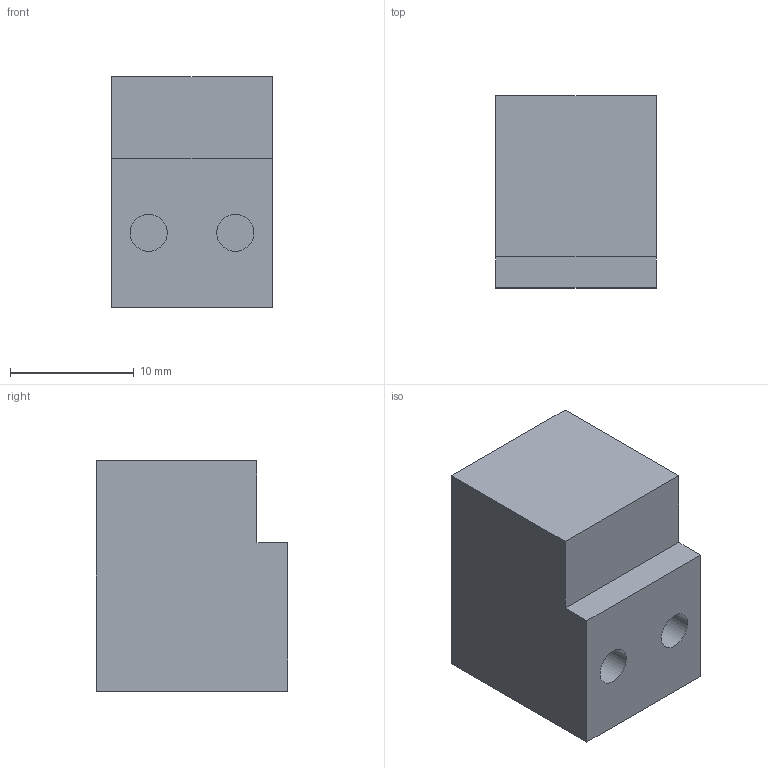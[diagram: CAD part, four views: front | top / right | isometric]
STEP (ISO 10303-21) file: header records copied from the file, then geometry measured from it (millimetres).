
FILE_DESCRIPTION(/* description */ (''),/* implementation_level */ '2;1');
FILE_NAME(/* name */ 'Diode_v2.step',/* time_stamp */ '2024-02-15T15:45:49-05:00',/* author */ (''),/* organization */ (''),/* preprocessor_version */ 'ST-DEVELOPER v20',/* originating_system */ 'Autodesk Translation Framework v12.20.1.177',/* authorisation */ '');
FILE_SCHEMA (('AUTOMOTIVE_DESIGN { 1 0 10303 214 3 1 1 }'));
Length unit declared in the file: millimetre
Products named in the file (1): Diode
Bounding box: 13 x 15.5 x 18.6 mm (x, y, z)
Volume: 2727.6 mm3; surface area: 1826 mm2
Topology: 1 solids, 1 shells, 14 faces, 27 edges, 18 vertices
Faces by surface type: plane 11, cylinder 3
Full cylindrical faces by diameter (mm): 3 x2, 9 x1
Entity records: 397 total; most frequent: DIRECTION 63, CARTESIAN_POINT 60, ORIENTED_EDGE 54, EDGE_CURVE 27, LINE 21, VECTOR 21, AXIS2_PLACEMENT_3D 21, VERTEX_POINT 18
